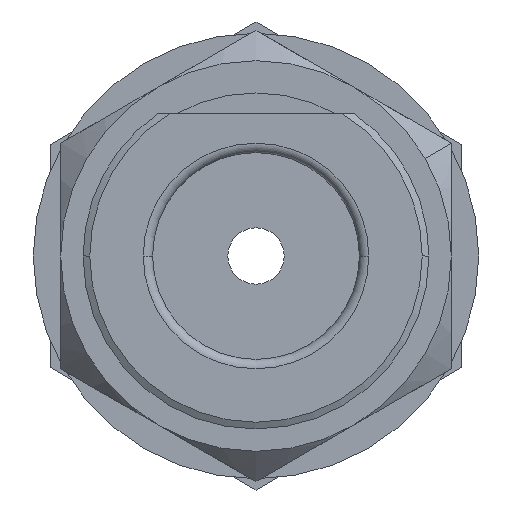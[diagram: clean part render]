
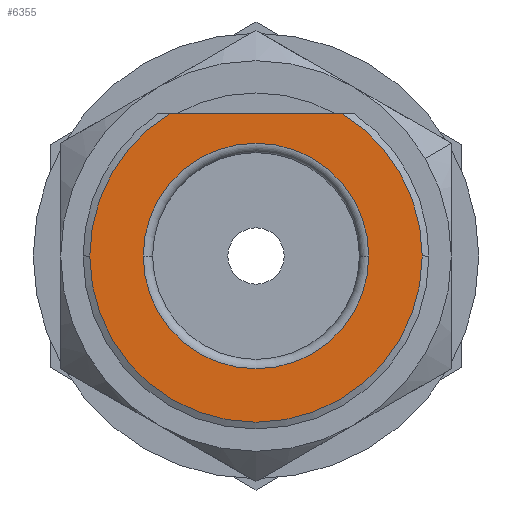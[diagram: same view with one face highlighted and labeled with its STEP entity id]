
A CAD part, front view. The second image highlights one B-rep face of the part: STEP entity #6355.
In plain terms, the highlighted planar face has unit normal (0, -1, 0).
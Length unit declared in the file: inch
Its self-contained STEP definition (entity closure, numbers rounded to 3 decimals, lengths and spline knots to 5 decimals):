
#1537 = CARTESIAN_POINT ( 'NONE',  ( -0.12, -0.26961, 0. ) ) ;
#1601 = DIRECTION ( 'NONE',  ( -1., 0., 0. ) ) ;
#1602 = DIRECTION ( 'NONE',  ( 0., 1., 0. ) ) ;
#1603 = CARTESIAN_POINT ( 'NONE',  ( 0., -0.26961, 0. ) ) ;
#1604 = AXIS2_PLACEMENT_3D ( 'NONE', #1603, #1602, #1601 ) ;
#1605 = CIRCLE ( 'NONE', #1604, 0.12 ) ;
#1606 = CARTESIAN_POINT ( 'NONE',  ( 0.12, -0.26961, 0. ) ) ;
#1669 = VERTEX_POINT ( 'NONE', #1537 ) ;
#1691 = VERTEX_POINT ( 'NONE', #1606 ) ;
#1692 = EDGE_CURVE ( 'NONE', #1669, #1691, #1605, .T. ) ;
#4074 = PLANE ( 'NONE',  #4131 ) ;
#4075 = FACE_OUTER_BOUND ( 'NONE', #6348, .T. ) ;
#4076 = CARTESIAN_POINT ( 'NONE',  ( -0.09043, -0.26961, 0.152 ) ) ;
#4078 = FACE_BOUND ( 'NONE', #6350, .T. ) ;
#4079 = DIRECTION ( 'NONE',  ( -1., 0., 0. ) ) ;
#4080 = DIRECTION ( 'NONE',  ( 0., 1., 0. ) ) ;
#4082 = CARTESIAN_POINT ( 'NONE',  ( 0., -0.26961, 0. ) ) ;
#4083 = AXIS2_PLACEMENT_3D ( 'NONE', #4082, #4080, #4079 ) ;
#4084 = CIRCLE ( 'NONE', #4083, 0.17686 ) ;
#4085 = DIRECTION ( 'NONE',  ( -1., 0., 0. ) ) ;
#4086 = DIRECTION ( 'NONE',  ( 0., 1., 0. ) ) ;
#4087 = AXIS2_PLACEMENT_3D ( 'NONE', #4092, #4086, #4085 ) ;
#4088 = CIRCLE ( 'NONE', #4087, 0.12 ) ;
#4092 = CARTESIAN_POINT ( 'NONE',  ( 0., -0.26961, 0. ) ) ;
#4124 = DIRECTION ( 'NONE',  ( 1., 0., 0. ) ) ;
#4125 = VECTOR ( 'NONE', #4124, 39.37008 ) ;
#4126 = CARTESIAN_POINT ( 'NONE',  ( 0.17686, -0.26961, 0.152 ) ) ;
#4127 = LINE ( 'NONE', #4126, #4125 ) ;
#4128 = DIRECTION ( 'NONE',  ( -1., 0., 0. ) ) ;
#4129 = DIRECTION ( 'NONE',  ( 0., 1., 0. ) ) ;
#4130 = CARTESIAN_POINT ( 'NONE',  ( 0.17686, -0.26961, 0. ) ) ;
#4131 = AXIS2_PLACEMENT_3D ( 'NONE', #4130, #4129, #4128 ) ;
#4168 = DIRECTION ( 'NONE',  ( -1., 0., 0. ) ) ;
#4169 = DIRECTION ( 'NONE',  ( 0., 1., 0. ) ) ;
#4170 = CARTESIAN_POINT ( 'NONE',  ( 0., -0.26961, 0. ) ) ;
#4171 = AXIS2_PLACEMENT_3D ( 'NONE', #4170, #4169, #4168 ) ;
#4172 = CIRCLE ( 'NONE', #4171, 0.17686 ) ;
#4214 = CARTESIAN_POINT ( 'NONE',  ( 0.17686, -0.26961, 0. ) ) ;
#4215 = CARTESIAN_POINT ( 'NONE',  ( 0.09043, -0.26961, 0.152 ) ) ;
#4216 = DIRECTION ( 'NONE',  ( -1., 0., 0. ) ) ;
#4217 = DIRECTION ( 'NONE',  ( 0., 1., 0. ) ) ;
#4218 = CARTESIAN_POINT ( 'NONE',  ( 0., -0.26961, 0. ) ) ;
#4219 = AXIS2_PLACEMENT_3D ( 'NONE', #4218, #4217, #4216 ) ;
#4220 = CIRCLE ( 'NONE', #4219, 0.17686 ) ;
#4239 = CARTESIAN_POINT ( 'NONE',  ( -0.17686, -0.26961, 0. ) ) ;
#5126 = ORIENTED_EDGE ( 'NONE', *, *, #6427, .F. ) ;
#5354 = ORIENTED_EDGE ( 'NONE', *, *, #6415, .F. ) ;
#5358 = ORIENTED_EDGE ( 'NONE', *, *, #6342, .F. ) ;
#6333 = EDGE_CURVE ( 'NONE', #1691, #1669, #4088, .T. ) ;
#6339 = ORIENTED_EDGE ( 'NONE', *, *, #6333, .T. ) ;
#6342 = EDGE_CURVE ( 'NONE', #6446, #6352, #4084, .T. ) ;
#6347 = ORIENTED_EDGE ( 'NONE', *, *, #1692, .T. ) ;
#6348 = EDGE_LOOP ( 'NONE', ( #6354, #5358, #5354, #5126 ) ) ;
#6350 = EDGE_LOOP ( 'NONE', ( #6347, #6339 ) ) ;
#6352 = VERTEX_POINT ( 'NONE', #4076 ) ;
#6354 = ORIENTED_EDGE ( 'NONE', *, *, #6356, .F. ) ;
#6355 = ADVANCED_FACE ( 'NONE', ( #4078, #4075 ), #4074, .F. ) ;
#6356 = EDGE_CURVE ( 'NONE', #6352, #6428, #4127, .T. ) ;
#6415 = EDGE_CURVE ( 'NONE', #6429, #6446, #4172, .T. ) ;
#6427 = EDGE_CURVE ( 'NONE', #6428, #6429, #4220, .T. ) ;
#6428 = VERTEX_POINT ( 'NONE', #4215 ) ;
#6429 = VERTEX_POINT ( 'NONE', #4214 ) ;
#6446 = VERTEX_POINT ( 'NONE', #4239 ) ;
